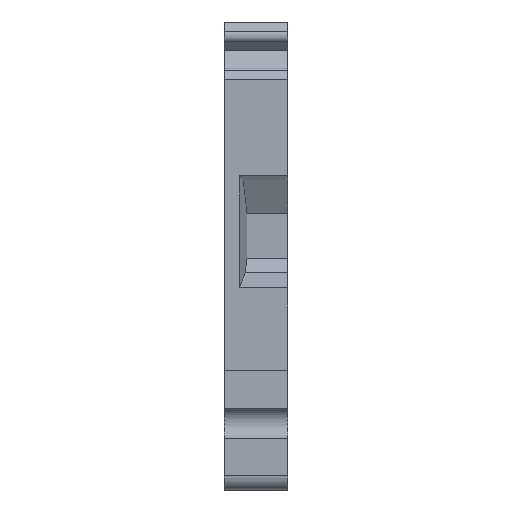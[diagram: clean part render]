
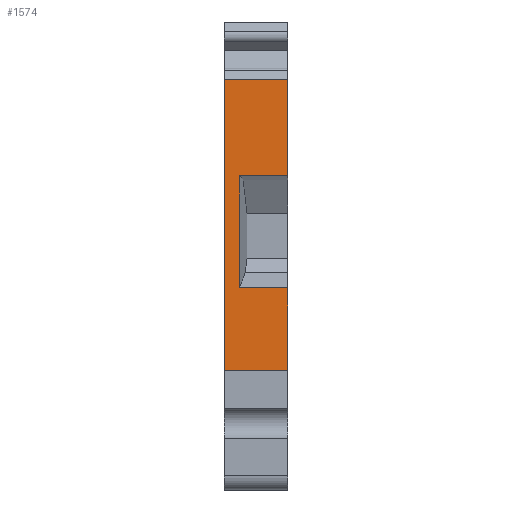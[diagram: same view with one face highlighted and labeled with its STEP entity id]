
A CAD part, left-side view. The second image highlights one B-rep face of the part: STEP entity #1574.
In plain terms, the highlighted planar face has unit normal (-1, 0, 0).
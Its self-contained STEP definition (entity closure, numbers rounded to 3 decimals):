
#127=ORIENTED_EDGE('',*,*,#444,.F.);
#128=ORIENTED_EDGE('',*,*,#382,.F.);
#129=ORIENTED_EDGE('',*,*,#400,.T.);
#130=ORIENTED_EDGE('',*,*,#445,.F.);
#131=ORIENTED_EDGE('',*,*,#422,.F.);
#132=ORIENTED_EDGE('',*,*,#446,.T.);
#133=ORIENTED_EDGE('',*,*,#442,.T.);
#134=ORIENTED_EDGE('',*,*,#447,.F.);
#382=EDGE_CURVE('',#547,#548,#657,.F.);
#400=EDGE_CURVE('',#547,#562,#675,.T.);
#422=EDGE_CURVE('',#580,#579,#689,.T.);
#442=EDGE_CURVE('',#598,#597,#705,.T.);
#444=EDGE_CURVE('',#548,#599,#707,.T.);
#445=EDGE_CURVE('',#579,#562,#708,.T.);
#446=EDGE_CURVE('',#580,#598,#709,.T.);
#447=EDGE_CURVE('',#599,#597,#710,.T.);
#547=VERTEX_POINT('',#2017);
#548=VERTEX_POINT('',#2019);
#562=VERTEX_POINT('',#2056);
#579=VERTEX_POINT('',#2100);
#580=VERTEX_POINT('',#2102);
#597=VERTEX_POINT('',#2145);
#598=VERTEX_POINT('',#2147);
#599=VERTEX_POINT('',#2151);
#657=LINE('',#2018,#802);
#675=LINE('',#2055,#820);
#689=LINE('',#2103,#834);
#705=LINE('',#2146,#850);
#707=LINE('',#2150,#852);
#708=LINE('',#2152,#853);
#709=LINE('',#2153,#854);
#710=LINE('',#2154,#855);
#802=VECTOR('',#1708,1000.);
#820=VECTOR('',#1736,1000.);
#834=VECTOR('',#1780,1000.);
#850=VECTOR('',#1816,1000.);
#852=VECTOR('',#1820,1000.);
#853=VECTOR('',#1821,1000.);
#854=VECTOR('',#1822,1000.);
#855=VECTOR('',#1823,1000.);
#967=EDGE_LOOP('',(#127,#128,#129,#130,#131,#132,#133,#134));
#1032=FACE_BOUND('',#967,.T.);
#1088=PLANE('',#1652);
#1574=ADVANCED_FACE('',(#1032),#1088,.T.);
#1652=AXIS2_PLACEMENT_3D('',#2149,#1818,#1819);
#1708=DIRECTION('',(0.,0.,1.));
#1736=DIRECTION('',(0.,-1.,0.));
#1780=DIRECTION('',(0.,-1.,0.));
#1816=DIRECTION('',(0.,-1.,0.));
#1818=DIRECTION('',(-1.,0.,0.));
#1819=DIRECTION('',(0.,0.,1.));
#1820=DIRECTION('',(0.,-1.,0.));
#1821=DIRECTION('',(0.,0.,-1.));
#1822=DIRECTION('',(0.,0.,-1.));
#1823=DIRECTION('',(0.,0.,-1.));
#2017=CARTESIAN_POINT('',(-20.,5.065,8.393));
#2018=CARTESIAN_POINT('',(-20.,5.065,24.5));
#2019=CARTESIAN_POINT('',(-20.,5.065,-3.333));
#2055=CARTESIAN_POINT('',(-20.,5.1,8.393));
#2056=CARTESIAN_POINT('',(-20.,0.,8.393));
#2100=CARTESIAN_POINT('',(-20.,0.,18.501));
#2102=CARTESIAN_POINT('',(-20.,6.7,18.501));
#2103=CARTESIAN_POINT('',(-20.,6.7,18.501));
#2145=CARTESIAN_POINT('',(-20.,0.,-12.));
#2146=CARTESIAN_POINT('',(-20.,6.7,-12.));
#2147=CARTESIAN_POINT('',(-20.,6.7,-12.));
#2149=CARTESIAN_POINT('',(-20.,6.7,24.5));
#2150=CARTESIAN_POINT('',(-20.,5.1,-3.333));
#2151=CARTESIAN_POINT('',(-20.,0.,-3.333));
#2152=CARTESIAN_POINT('',(-20.,0.,24.5));
#2153=CARTESIAN_POINT('',(-20.,6.7,24.5));
#2154=CARTESIAN_POINT('',(-20.,0.,24.5));
